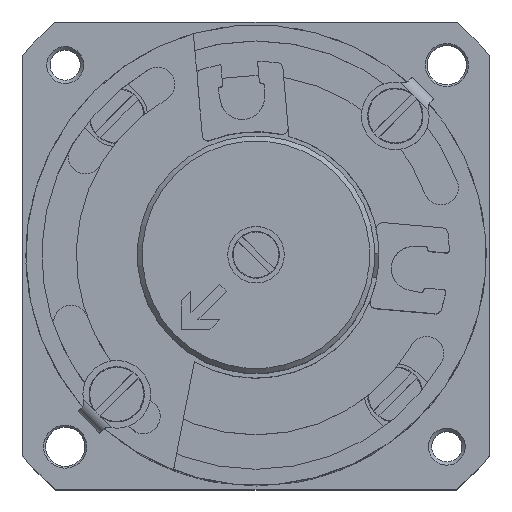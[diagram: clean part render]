
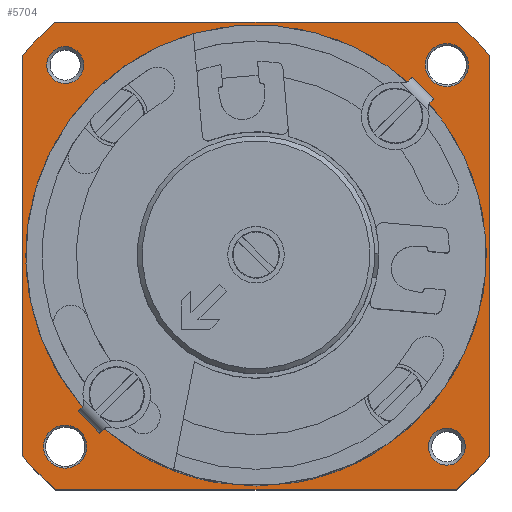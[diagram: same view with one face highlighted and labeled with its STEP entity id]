
A CAD part, top view. The second image highlights one B-rep face of the part: STEP entity #5704.
In plain terms, the highlighted face is planar.
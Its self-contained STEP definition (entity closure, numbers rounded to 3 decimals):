
#358=CIRCLE('',#6175,18.7);
#367=CIRCLE('',#6208,25.);
#371=CIRCLE('',#6214,25.);
#375=CIRCLE('',#6220,25.);
#379=CIRCLE('',#6226,25.);
#380=CIRCLE('',#6228,1.5);
#381=CIRCLE('',#6229,1.75);
#382=CIRCLE('',#6230,1.75);
#383=CIRCLE('',#6231,1.5);
#799=ORIENTED_EDGE('',*,*,#2353,.F.);
#800=ORIENTED_EDGE('',*,*,#2409,.T.);
#801=ORIENTED_EDGE('',*,*,#2410,.F.);
#802=ORIENTED_EDGE('',*,*,#2411,.T.);
#803=ORIENTED_EDGE('',*,*,#2412,.T.);
#804=ORIENTED_EDGE('',*,*,#2381,.F.);
#805=ORIENTED_EDGE('',*,*,#2408,.F.);
#806=ORIENTED_EDGE('',*,*,#2405,.F.);
#807=ORIENTED_EDGE('',*,*,#2400,.F.);
#808=ORIENTED_EDGE('',*,*,#2397,.F.);
#809=ORIENTED_EDGE('',*,*,#2392,.F.);
#810=ORIENTED_EDGE('',*,*,#2389,.F.);
#811=ORIENTED_EDGE('',*,*,#2384,.F.);
#2353=EDGE_CURVE('',#3159,#3159,#358,.F.);
#2381=EDGE_CURVE('',#3179,#3180,#3710,.T.);
#2384=EDGE_CURVE('',#3180,#3182,#367,.T.);
#2389=EDGE_CURVE('',#3182,#3186,#3714,.T.);
#2392=EDGE_CURVE('',#3186,#3188,#371,.T.);
#2397=EDGE_CURVE('',#3188,#3192,#3718,.T.);
#2400=EDGE_CURVE('',#3192,#3194,#375,.T.);
#2405=EDGE_CURVE('',#3194,#3198,#3722,.T.);
#2408=EDGE_CURVE('',#3198,#3179,#379,.T.);
#2409=EDGE_CURVE('',#3199,#3199,#380,.T.);
#2410=EDGE_CURVE('',#3200,#3200,#381,.T.);
#2411=EDGE_CURVE('',#3201,#3201,#382,.T.);
#2412=EDGE_CURVE('',#3202,#3202,#383,.T.);
#3159=VERTEX_POINT('',#8886);
#3179=VERTEX_POINT('',#8960);
#3180=VERTEX_POINT('',#8962);
#3182=VERTEX_POINT('',#8968);
#3186=VERTEX_POINT('',#8978);
#3188=VERTEX_POINT('',#8984);
#3192=VERTEX_POINT('',#8994);
#3194=VERTEX_POINT('',#9000);
#3198=VERTEX_POINT('',#9010);
#3199=VERTEX_POINT('',#9017);
#3200=VERTEX_POINT('',#9019);
#3201=VERTEX_POINT('',#9021);
#3202=VERTEX_POINT('',#9023);
#3710=LINE('',#8961,#4109);
#3714=LINE('',#8977,#4113);
#3718=LINE('',#8993,#4117);
#3722=LINE('',#9009,#4121);
#4109=VECTOR('',#7023,1000.);
#4113=VECTOR('',#7039,1000.);
#4117=VECTOR('',#7055,1000.);
#4121=VECTOR('',#7071,1000.);
#4546=EDGE_LOOP('',(#799));
#4547=EDGE_LOOP('',(#800));
#4548=EDGE_LOOP('',(#801));
#4549=EDGE_LOOP('',(#802));
#4550=EDGE_LOOP('',(#803));
#4551=EDGE_LOOP('',(#804,#805,#806,#807,#808,#809,#810,#811));
#5053=FACE_BOUND('',#4546,.T.);
#5054=FACE_BOUND('',#4547,.T.);
#5055=FACE_BOUND('',#4548,.T.);
#5056=FACE_BOUND('',#4549,.T.);
#5057=FACE_BOUND('',#4550,.T.);
#5058=FACE_BOUND('',#4551,.T.);
#5519=PLANE('',#6227);
#5704=ADVANCED_FACE('',(#5053,#5054,#5055,#5056,#5057,#5058),#5519,.F.);
#6175=AXIS2_PLACEMENT_3D('',#8885,#6959,#6960);
#6208=AXIS2_PLACEMENT_3D('',#8967,#7029,#7030);
#6214=AXIS2_PLACEMENT_3D('',#8983,#7045,#7046);
#6220=AXIS2_PLACEMENT_3D('',#8999,#7061,#7062);
#6226=AXIS2_PLACEMENT_3D('',#9014,#7077,#7078);
#6227=AXIS2_PLACEMENT_3D('',#9015,#7079,#7080);
#6228=AXIS2_PLACEMENT_3D('',#9016,#7081,#7082);
#6229=AXIS2_PLACEMENT_3D('',#9018,#7083,#7084);
#6230=AXIS2_PLACEMENT_3D('',#9020,#7085,#7086);
#6231=AXIS2_PLACEMENT_3D('',#9022,#7087,#7088);
#6959=DIRECTION('',(1.,0.,0.));
#6960=DIRECTION('',(0.,0.,-1.));
#7023=DIRECTION('',(0.,-1.,0.));
#7029=DIRECTION('',(1.,0.,0.));
#7030=DIRECTION('',(0.,0.,-1.));
#7039=DIRECTION('',(0.,0.,-1.));
#7045=DIRECTION('',(1.,0.,0.));
#7046=DIRECTION('',(0.,0.,-1.));
#7055=DIRECTION('',(0.,1.,0.));
#7061=DIRECTION('',(1.,0.,0.));
#7062=DIRECTION('',(0.,0.,-1.));
#7071=DIRECTION('',(0.,0.,1.));
#7077=DIRECTION('',(1.,0.,0.));
#7078=DIRECTION('',(0.,0.,-1.));
#7079=DIRECTION('',(1.,0.,0.));
#7080=DIRECTION('',(0.,0.,-1.));
#7081=DIRECTION('',(1.,0.,0.));
#7082=DIRECTION('',(0.,0.,-1.));
#7083=DIRECTION('',(-1.,0.,0.));
#7084=DIRECTION('',(0.,0.,1.));
#7085=DIRECTION('',(1.,0.,0.));
#7086=DIRECTION('',(0.,0.,-1.));
#7087=DIRECTION('',(1.,0.,0.));
#7088=DIRECTION('',(0.,0.,-1.));
#8885=CARTESIAN_POINT('',(-11.3,0.,0.));
#8886=CARTESIAN_POINT('',(-11.3,0.,-18.7));
#8960=CARTESIAN_POINT('',(-11.3,16.248,19.));
#8961=CARTESIAN_POINT('',(-11.3,16.248,19.));
#8962=CARTESIAN_POINT('',(-11.3,-16.248,19.));
#8967=CARTESIAN_POINT('',(-11.3,0.,0.));
#8968=CARTESIAN_POINT('',(-11.3,-19.,16.248));
#8977=CARTESIAN_POINT('',(-11.3,-19.,16.248));
#8978=CARTESIAN_POINT('',(-11.3,-19.,-16.248));
#8983=CARTESIAN_POINT('',(-11.3,0.,0.));
#8984=CARTESIAN_POINT('',(-11.3,-16.248,-19.));
#8993=CARTESIAN_POINT('',(-11.3,-16.248,-19.));
#8994=CARTESIAN_POINT('',(-11.3,16.248,-19.));
#8999=CARTESIAN_POINT('',(-11.3,0.,0.));
#9000=CARTESIAN_POINT('',(-11.3,19.,-16.248));
#9009=CARTESIAN_POINT('',(-11.3,19.,-16.248));
#9010=CARTESIAN_POINT('',(-11.3,19.,16.248));
#9014=CARTESIAN_POINT('',(-11.3,0.,0.));
#9015=CARTESIAN_POINT('',(-11.3,0.,0.));
#9016=CARTESIAN_POINT('',(-11.3,15.5,-15.5));
#9017=CARTESIAN_POINT('',(-11.3,15.5,-17.));
#9018=CARTESIAN_POINT('',(-11.3,-15.5,-15.5));
#9019=CARTESIAN_POINT('',(-11.3,-15.5,-13.75));
#9020=CARTESIAN_POINT('',(-11.3,15.5,15.5));
#9021=CARTESIAN_POINT('',(-11.3,15.5,13.75));
#9022=CARTESIAN_POINT('',(-11.3,-15.5,15.5));
#9023=CARTESIAN_POINT('',(-11.3,-15.5,14.));
